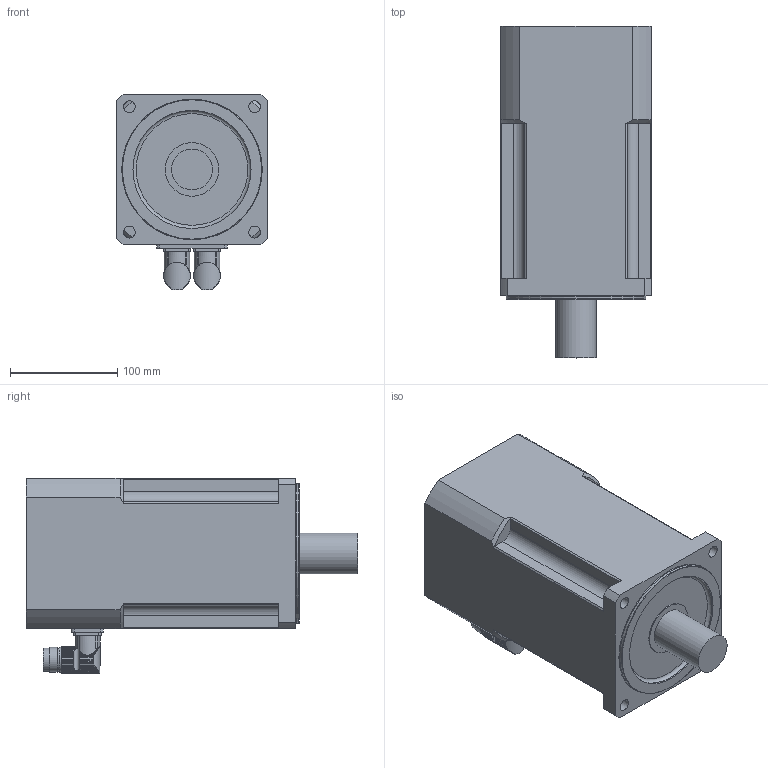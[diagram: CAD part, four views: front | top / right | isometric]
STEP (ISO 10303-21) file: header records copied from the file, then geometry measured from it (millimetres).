
FILE_DESCRIPTION(/* description */ (''),/* implementation_level */ '2;1');
FILE_NAME(/* name */ 'KTY52212Q_RD',/* time_stamp */ '2009-01-27T08:42:25+01:00',/* author */ (''),/* organization */ (''),/* preprocessor_version */ 'ST-DEVELOPER v8',/* originating_system */ 'UNIGRAPHICS SOLUTIONS - UNIGRAPHICS 18.0',/* authorisation */ '');
FILE_SCHEMA (('AUTOMOTIVE_DESIGN { 1 2 10303 214 0 1 1 1 }'));
Length unit declared in the file: millimetre
Products named in the file (2): Winkelflanschdose_0; KTY5224Q-RD_V_0
Assembly tree (2 placements, depth 2):
  KTY5224Q-RD_V_0
    Winkelflanschdose_0  x2
Bounding box: 140 x 309 x 181.99 mm (x, y, z)
Volume: 4732345 mm3; surface area: 200840.6 mm2
Topology: 3 solids, 4 shells, 403 faces, 1132 edges, 755 vertices
Faces by surface type: cylinder 322, plane 74, cone 5, torus 2
Full cylindrical faces by diameter (mm): 1 x1, 11 x4, 16 x2, 20 x1, 21 x2, 21.5 x2, 23 x4, 38 x1, 50 x1, 110 x1, 130 x1
Entity records: 8026 total; most frequent: CARTESIAN_POINT 1963, ORIENTED_EDGE 1282, DIRECTION 1214, EDGE_CURVE 641, AXIS2_PLACEMENT_3D 479, VERTEX_POINT 438, EDGE_LOOP 277, LINE 256
